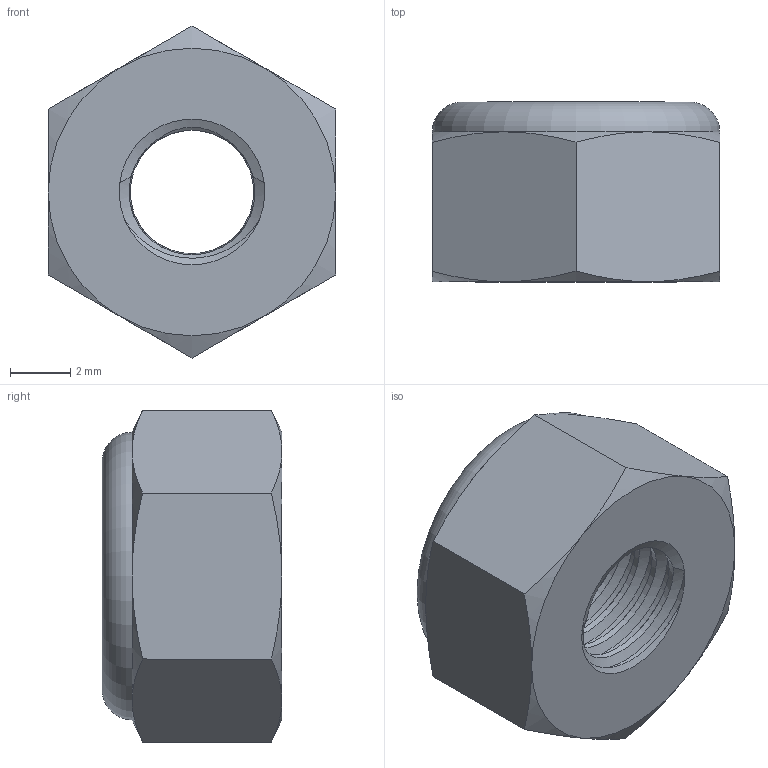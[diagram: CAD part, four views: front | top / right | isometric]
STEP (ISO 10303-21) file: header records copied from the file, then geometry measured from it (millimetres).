
FILE_DESCRIPTION(/* description */ (''),/* implementation_level */ '2;1');
FILE_NAME(/* name */ '10-32 Nylock Nut 1_90631A411.ipt.step',/* time_stamp */ '2015-01-02T19:11:41-08:00',/* author */ ('Philip'),/* organization */ (''),/* preprocessor_version */ 'ST-DEVELOPER v15.6',/* originating_system */ 'Autodesk Inventor 2015',/* authorisation */ '');
FILE_SCHEMA (('AUTOMOTIVE_DESIGN { 1 0 10303 214 3 1 1 }'));
Length unit declared in the file: inch
Products named in the file (1): 10-32 Nylock Nut 1_90631A411
Bounding box: 9.53 x 5.95 x 11 mm (x, y, z)
Volume: 350.2 mm3; surface area: 620.9 mm2
Topology: 2 solids, 2 shells, 60 faces, 136 edges, 82 vertices
Faces by surface type: cone 29, cylinder 16, plane 12, torus 3
Full cylindrical faces by diameter (mm): 4.091 x1, 4.178 x5, 4.826 x5, 5.816 x1
Entity records: 1861 total; most frequent: CARTESIAN_POINT 739, DIRECTION 222, ORIENTED_EDGE 194, AXIS2_PLACEMENT_3D 108, EDGE_CURVE 97, EDGE_LOOP 92, VERTEX_POINT 69, FACE_OUTER_BOUND 60
